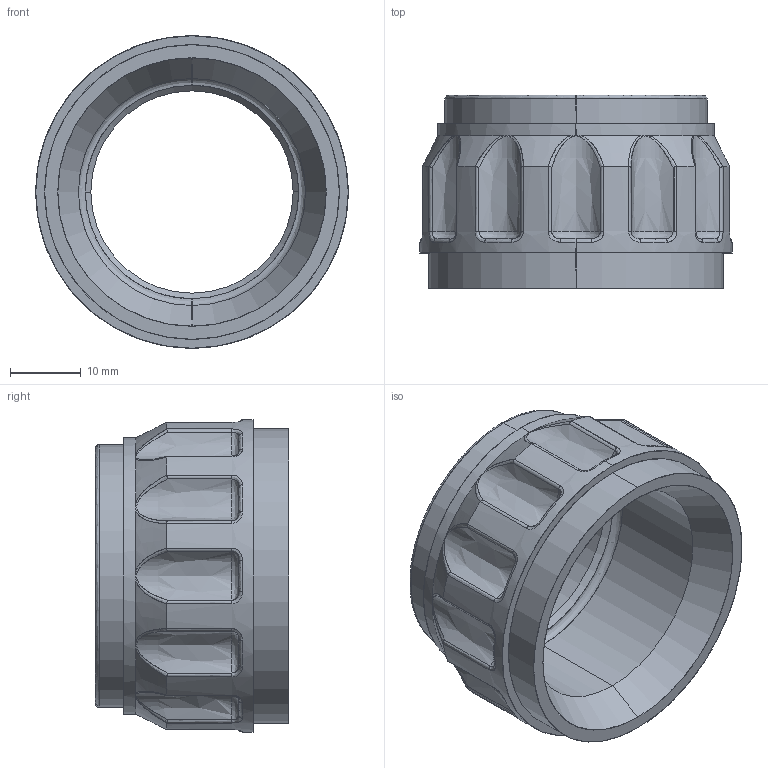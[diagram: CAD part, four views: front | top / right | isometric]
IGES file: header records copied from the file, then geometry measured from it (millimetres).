
Start section: SolidWorks IGES file using analytic representation for surfaces
Global section: file name: K040.163_Überwurfmutter_M30x1,5.IGS; native system: SolidWorks 2014; preprocessor: SolidWorks 2014; author: Neubauer; date: 160719.114511; units: millimetre
Bounding box: 44 x 27.2 x 44 mm (x, y, z)
Surface area: 7677.4 mm2 (no closed solid volume)
Topology: 0 solids, 0 shells, 193 faces, 1774 edges, 1750 vertices
Faces by surface type: bspline 120, revolution 73
